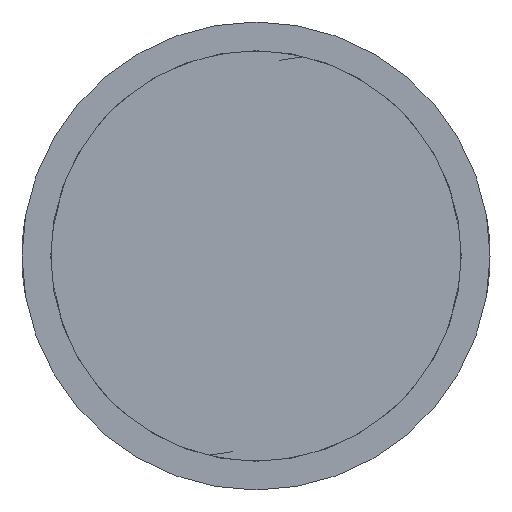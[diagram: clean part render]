
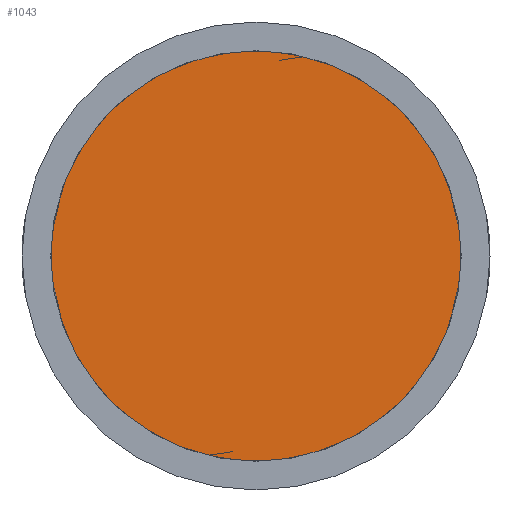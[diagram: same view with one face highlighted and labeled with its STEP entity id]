
A CAD part, left-side view. The second image highlights one B-rep face of the part: STEP entity #1043.
In plain terms, the highlighted planar face has unit normal (-1, 0, 0).
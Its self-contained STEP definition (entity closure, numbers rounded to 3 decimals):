
#10 = VERTEX_POINT ( 'NONE', #1256 ) ;
#14 = DIRECTION ( 'NONE',  ( -1., 0., 0. ) ) ;
#38 = FACE_OUTER_BOUND ( 'NONE', #87, .T. ) ;
#69 = CARTESIAN_POINT ( 'NONE',  ( 31.5, 2.955, -12.146 ) ) ;
#87 = EDGE_LOOP ( 'NONE', ( #869, #575 ) ) ;
#93 = AXIS2_PLACEMENT_3D ( 'NONE', #342, #856, #872 ) ;
#188 = AXIS2_PLACEMENT_3D ( 'NONE', #1102, #1197, #1019 ) ;
#265 = DIRECTION ( 'NONE',  ( 0., 0., 1. ) ) ;
#266 = EDGE_CURVE ( 'NONE', #824, #10, #984, .T. ) ;
#342 = CARTESIAN_POINT ( 'NONE',  ( 31.5, 0., 0. ) ) ;
#478 = CARTESIAN_POINT ( 'NONE',  ( 31.5, 0., 0. ) ) ;
#575 = ORIENTED_EDGE ( 'NONE', *, *, #829, .T. ) ;
#824 = VERTEX_POINT ( 'NONE', #69 ) ;
#829 = EDGE_CURVE ( 'NONE', #10, #824, #1187, .T. ) ;
#856 = DIRECTION ( 'NONE',  ( -1., 0., 0. ) ) ;
#869 = ORIENTED_EDGE ( 'NONE', *, *, #266, .T. ) ;
#872 = DIRECTION ( 'NONE',  ( 0., 0., 1. ) ) ;
#933 = AXIS2_PLACEMENT_3D ( 'NONE', #478, #14, #265 ) ;
#984 = CIRCLE ( 'NONE', #93, 12.5 ) ;
#1019 = DIRECTION ( 'NONE',  ( 0., 0., 1. ) ) ;
#1043 = ADVANCED_FACE ( 'NONE', ( #38 ), #1117, .T. ) ;
#1102 = CARTESIAN_POINT ( 'NONE',  ( 31.5, 0., 0. ) ) ;
#1117 = PLANE ( 'NONE',  #188 ) ;
#1187 = CIRCLE ( 'NONE', #933, 12.5 ) ;
#1197 = DIRECTION ( 'NONE',  ( -1., 0., 0. ) ) ;
#1256 = CARTESIAN_POINT ( 'NONE',  ( 31.5, -2.955, 12.146 ) ) ;
